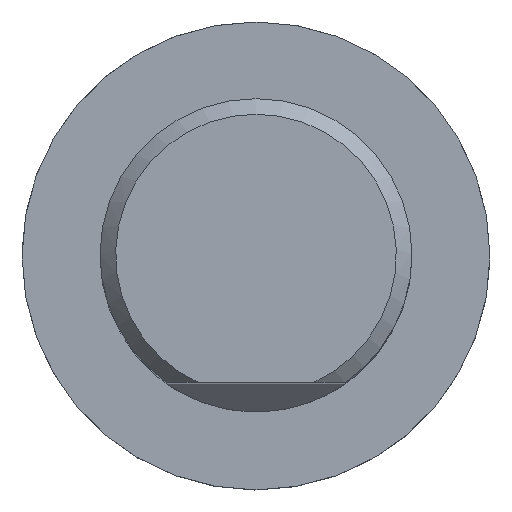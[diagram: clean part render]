
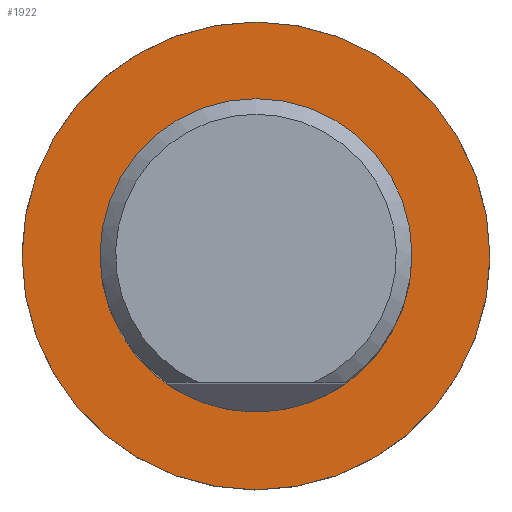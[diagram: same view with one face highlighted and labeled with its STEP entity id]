
A CAD part, top view. The second image highlights one B-rep face of the part: STEP entity #1922.
In plain terms, the highlighted planar face has unit normal (0, 0, 1).
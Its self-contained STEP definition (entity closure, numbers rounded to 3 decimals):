
#885=CARTESIAN_POINT('',(0.,0.,0.));
#886=DIRECTION('',(0.,0.,-1.));
#887=DIRECTION('',(-1.,0.,0.));
#888=AXIS2_PLACEMENT_3D('',#885,#886,#887);
#893=CARTESIAN_POINT('',(0.,0.,0.));
#894=DIRECTION('',(0.,0.,1.));
#895=DIRECTION('',(-1.,0.,0.));
#896=AXIS2_PLACEMENT_3D('',#893,#894,#895);
#926=CARTESIAN_POINT('',(0.,0.,0.));
#927=DIRECTION('',(0.,0.,1.));
#928=DIRECTION('',(-1.,0.,0.));
#929=AXIS2_PLACEMENT_3D('',#926,#927,#928);
#1014=CARTESIAN_POINT('',(0.,0.,0.));
#1015=DIRECTION('',(0.,0.,-1.));
#1016=DIRECTION('',(-1.,0.,0.));
#1017=AXIS2_PLACEMENT_3D('',#1014,#1015,#1016);
#1217=CARTESIAN_POINT('',(-15.,0.,0.));
#1219=VERTEX_POINT('',#1217);
#1220=CARTESIAN_POINT('',(-10.,0.,0.));
#1222=VERTEX_POINT('',#1220);
#1225=CARTESIAN_POINT('',(15.,0.,0.));
#1227=VERTEX_POINT('',#1225);
#1228=CARTESIAN_POINT('',(10.,0.,0.));
#1230=VERTEX_POINT('',#1228);
#1907=CARTESIAN_POINT('',(0.,0.,0.));
#1908=DIRECTION('',(0.,0.,-1.));
#1909=DIRECTION('',(1.,0.,0.));
#1910=AXIS2_PLACEMENT_3D('',#1907,#1908,#1909);
#1911=PLANE('',#1910);
#1912=ORIENTED_EDGE('',*,*,#1885,.T.);
#1913=ORIENTED_EDGE('',*,*,#1900,.F.);
#1914=EDGE_LOOP('',(#1912,#1913));
#1915=FACE_OUTER_BOUND('',#1914,.F.);
#1917=ORIENTED_EDGE('',*,*,#1916,.T.);
#1919=ORIENTED_EDGE('',*,*,#1918,.F.);
#1920=EDGE_LOOP('',(#1917,#1919));
#1921=FACE_BOUND('',#1920,.F.);
#889=CIRCLE('',#888,15.);
#897=CIRCLE('',#896,15.);
#930=CIRCLE('',#929,10.);
#1018=CIRCLE('',#1017,10.);
#1885=EDGE_CURVE('',#1219,#1227,#889,.T.);
#1900=EDGE_CURVE('',#1219,#1227,#897,.T.);
#1916=EDGE_CURVE('',#1222,#1230,#930,.T.);
#1918=EDGE_CURVE('',#1222,#1230,#1018,.T.);
#1922=ADVANCED_FACE('',(#1915,#1921),#1911,.F.);
